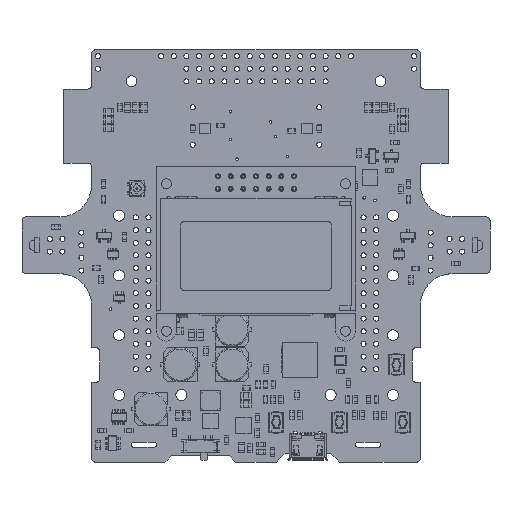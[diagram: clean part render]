
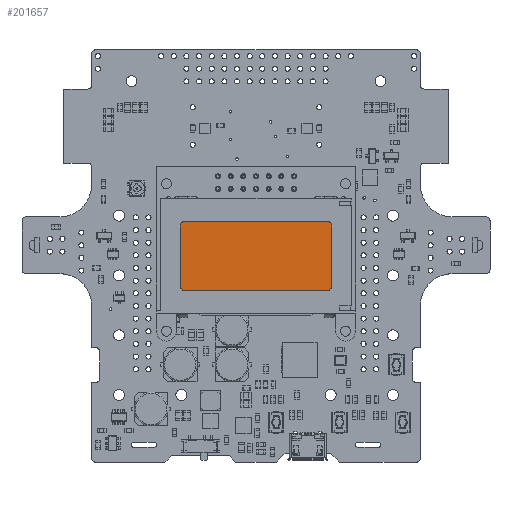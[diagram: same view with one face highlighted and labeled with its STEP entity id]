
A CAD part, top view. The second image highlights one B-rep face of the part: STEP entity #201657.
In plain terms, the highlighted planar face has unit normal (0, 0, 1).
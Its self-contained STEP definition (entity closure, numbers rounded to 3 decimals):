
#1058 = CARTESIAN_POINT ( 'NONE',  ( -15.2, 47.404, 13.65 ) ) ;
#8211 = EDGE_CURVE ( 'NONE', #185594, #91265, #273081, .T. ) ;
#20063 = EDGE_CURVE ( 'NONE', #91265, #265354, #180884, .T. ) ;
#22055 = VERTEX_POINT ( 'NONE', #142196 ) ;
#31036 = CARTESIAN_POINT ( 'NONE',  ( 15.2, 47.404, 13.65 ) ) ;
#32016 = DIRECTION ( 'NONE',  ( 0., 1., 0. ) ) ;
#33923 = EDGE_CURVE ( 'NONE', #273800, #188191, #127911, .T. ) ;
#38661 = AXIS2_PLACEMENT_3D ( 'NONE', #48684, #249174, #116583 ) ;
#43695 = AXIS2_PLACEMENT_3D ( 'NONE', #99532, #188674, #234172 ) ;
#45122 = CARTESIAN_POINT ( 'NONE',  ( -14.2, 47.404, 13.65 ) ) ;
#48684 = CARTESIAN_POINT ( 'NONE',  ( 14.2, 35.404, 13.65 ) ) ;
#50019 = AXIS2_PLACEMENT_3D ( 'NONE', #188596, #54810, #186681 ) ;
#54810 = DIRECTION ( 'NONE',  ( 0., 0., 1. ) ) ;
#54858 = EDGE_CURVE ( 'NONE', #22055, #273800, #158084, .T. ) ;
#66961 = VERTEX_POINT ( 'NONE', #67170 ) ;
#67170 = CARTESIAN_POINT ( 'NONE',  ( 15.2, 47.404, 13.65 ) ) ;
#78307 = VECTOR ( 'NONE', #101748, 1000. ) ;
#81591 = DIRECTION ( 'NONE',  ( 0., -1., 0. ) ) ;
#85619 = CARTESIAN_POINT ( 'NONE',  ( -15.2, 35.404, 13.65 ) ) ;
#89829 = CIRCLE ( 'NONE', #181740, 1. ) ;
#91265 = VERTEX_POINT ( 'NONE', #1058 ) ;
#99532 = CARTESIAN_POINT ( 'NONE',  ( 14.2, 47.404, 13.65 ) ) ;
#100769 = DIRECTION ( 'NONE',  ( 0., 1., 0. ) ) ;
#101748 = DIRECTION ( 'NONE',  ( 1., 0., 0. ) ) ;
#103917 = CARTESIAN_POINT ( 'NONE',  ( -15.2, 47.404, 13.65 ) ) ;
#114255 = CARTESIAN_POINT ( 'NONE',  ( -14.2, 48.404, 13.65 ) ) ;
#116583 = DIRECTION ( 'NONE',  ( 0., -1., 0. ) ) ;
#121855 = VECTOR ( 'NONE', #81591, 1000. ) ;
#122087 = DIRECTION ( 'NONE',  ( 0., 0., 1. ) ) ;
#127911 = CIRCLE ( 'NONE', #38661, 1. ) ;
#135705 = EDGE_CURVE ( 'NONE', #66961, #270450, #89829, .T. ) ;
#137961 = EDGE_CURVE ( 'NONE', #270450, #185594, #159323, .T. ) ;
#142196 = CARTESIAN_POINT ( 'NONE',  ( -14.2, 34.404, 13.65 ) ) ;
#143358 = CARTESIAN_POINT ( 'NONE',  ( 14.2, 34.404, 13.65 ) ) ;
#144048 = PLANE ( 'NONE',  #43695 ) ;
#144811 = ORIENTED_EDGE ( 'NONE', *, *, #276153, .T. ) ;
#147975 = ORIENTED_EDGE ( 'NONE', *, *, #135705, .T. ) ;
#153733 = CARTESIAN_POINT ( 'NONE',  ( 15.2, 35.404, 13.65 ) ) ;
#156364 = ORIENTED_EDGE ( 'NONE', *, *, #240825, .T. ) ;
#156613 = DIRECTION ( 'NONE',  ( 0., 1., 0. ) ) ;
#158084 = LINE ( 'NONE', #143358, #78307 ) ;
#159323 = LINE ( 'NONE', #233206, #218327 ) ;
#161488 = DIRECTION ( 'NONE',  ( -1., 0., 0. ) ) ;
#171513 = ORIENTED_EDGE ( 'NONE', *, *, #8211, .T. ) ;
#180884 = LINE ( 'NONE', #103917, #121855 ) ;
#181740 = AXIS2_PLACEMENT_3D ( 'NONE', #233513, #122087, #100769 ) ;
#185594 = VERTEX_POINT ( 'NONE', #114255 ) ;
#186681 = DIRECTION ( 'NONE',  ( 0., 1., 0. ) ) ;
#188016 = ORIENTED_EDGE ( 'NONE', *, *, #33923, .T. ) ;
#188191 = VERTEX_POINT ( 'NONE', #153733 ) ;
#188596 = CARTESIAN_POINT ( 'NONE',  ( -14.2, 35.404, 13.65 ) ) ;
#188674 = DIRECTION ( 'NONE',  ( 0., 0., -1. ) ) ;
#195405 = VECTOR ( 'NONE', #32016, 1000. ) ;
#201657 = ADVANCED_FACE ( 'NONE', ( #227715 ), #144048, .F. ) ;
#208409 = CIRCLE ( 'NONE', #50019, 1. ) ;
#212659 = LINE ( 'NONE', #31036, #195405 ) ;
#214091 = EDGE_LOOP ( 'NONE', ( #147975, #257935, #171513, #242013, #144811, #268479, #188016, #156364 ) ) ;
#218327 = VECTOR ( 'NONE', #161488, 1000. ) ;
#219693 = DIRECTION ( 'NONE',  ( 0., 0., 1. ) ) ;
#220714 = CARTESIAN_POINT ( 'NONE',  ( 14.2, 34.404, 13.65 ) ) ;
#226293 = CARTESIAN_POINT ( 'NONE',  ( 14.2, 48.404, 13.65 ) ) ;
#227715 = FACE_OUTER_BOUND ( 'NONE', #214091, .T. ) ;
#233206 = CARTESIAN_POINT ( 'NONE',  ( 14.2, 48.404, 13.65 ) ) ;
#233513 = CARTESIAN_POINT ( 'NONE',  ( 14.2, 47.404, 13.65 ) ) ;
#234172 = DIRECTION ( 'NONE',  ( 0., 1., 0. ) ) ;
#240825 = EDGE_CURVE ( 'NONE', #188191, #66961, #212659, .T. ) ;
#242013 = ORIENTED_EDGE ( 'NONE', *, *, #20063, .T. ) ;
#249174 = DIRECTION ( 'NONE',  ( 0., 0., 1. ) ) ;
#257935 = ORIENTED_EDGE ( 'NONE', *, *, #137961, .T. ) ;
#265354 = VERTEX_POINT ( 'NONE', #85619 ) ;
#267949 = AXIS2_PLACEMENT_3D ( 'NONE', #45122, #219693, #156613 ) ;
#268479 = ORIENTED_EDGE ( 'NONE', *, *, #54858, .T. ) ;
#270450 = VERTEX_POINT ( 'NONE', #226293 ) ;
#273081 = CIRCLE ( 'NONE', #267949, 1. ) ;
#273800 = VERTEX_POINT ( 'NONE', #220714 ) ;
#276153 = EDGE_CURVE ( 'NONE', #265354, #22055, #208409, .T. ) ;
